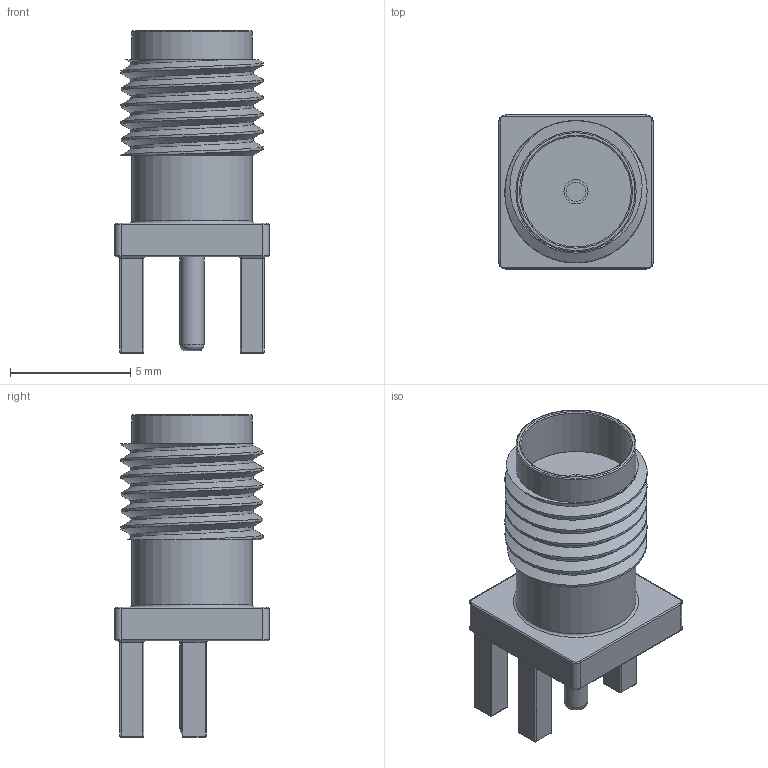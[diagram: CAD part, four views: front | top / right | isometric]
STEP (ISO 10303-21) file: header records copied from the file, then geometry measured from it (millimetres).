
FILE_DESCRIPTION(/* description */ (''),/* implementation_level */ '2;1');
FILE_NAME(/* name */ 'Edge_Mounted_SMA.step',/* time_stamp */ '2020-05-09T00:41:15+01:00',/* author */ (''),/* organization */ (''),/* preprocessor_version */ 'ST-DEVELOPER v18.1',/* originating_system */ 'Autodesk Translation Framework v9.2.0.1227',/* authorisation */ '');
FILE_SCHEMA (('AUTOMOTIVE_DESIGN { 1 0 10303 214 3 1 1 }'));
Length unit declared in the file: millimetre
Products named in the file (1): Edge Mouted SMA
Bounding box: 6.4 x 6.4 x 13.4 mm (x, y, z)
Volume: 214.2 mm3; surface area: 536 mm2
Topology: 2 solids, 2 shells, 150 faces, 330 edges, 192 vertices
Faces by surface type: cylinder 77, plane 34, torus 24, sphere 12, bspline 3
Full cylindrical faces by diameter (mm): 0.8 x1, 1 x2, 4 x1, 4.6 x1, 5 x2, 5.109 x5, 5.908 x5
Entity records: 5147 total; most frequent: CARTESIAN_POINT 1767, DIRECTION 749, ORIENTED_EDGE 660, EDGE_CURVE 330, AXIS2_PLACEMENT_3D 305, VERTEX_POINT 192, EDGE_LOOP 160, FACE_OUTER_BOUND 150
